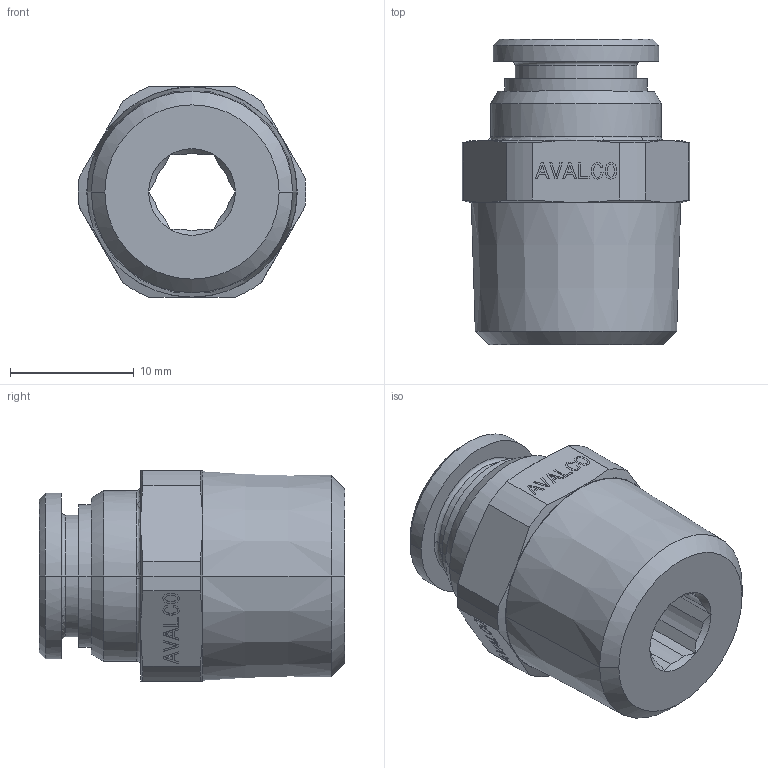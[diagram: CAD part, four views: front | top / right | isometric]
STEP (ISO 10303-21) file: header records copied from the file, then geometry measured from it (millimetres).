
FILE_DESCRIPTION(('CATIA V5 STEP Exchange'),'2;1');
FILE_NAME('PN510B-08R38.stp','2018-04-14T17:46:05+00:00',('none'),('none'),'CATIA Version 5 Release 21 GA (IN-10)','CATIA V5 STEP AP203','none');
FILE_SCHEMA(('CONFIG_CONTROL_DESIGN'));
Length unit declared in the file: millimetre
Products named in the file (1): PN510B-08R38
Bounding box: 18.4 x 24.7 x 17 mm (x, y, z)
Volume: 3545.8 mm3; surface area: 2386 mm2
Topology: 1 solids, 1 shells, 427 faces, 1139 edges, 748 vertices
Faces by surface type: plane 363, cone 30, cylinder 26, torus 8
Entity records: 13099 total; most frequent: CARTESIAN_POINT 2823, ORIENTED_EDGE 2278, DIRECTION 1785, EDGE_CURVE 1139, VECTOR 989, LINE 989, VERTEX_POINT 748, EDGE_LOOP 463
